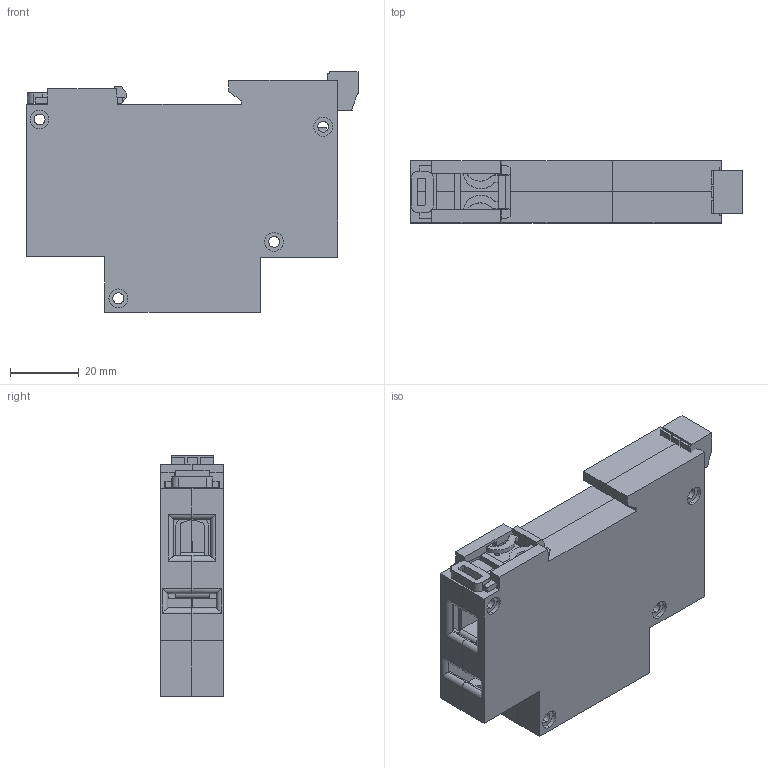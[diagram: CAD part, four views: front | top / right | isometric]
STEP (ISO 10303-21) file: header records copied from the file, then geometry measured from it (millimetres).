
FILE_DESCRIPTION (( 'STEP AP214' ), '1' );
FILE_NAME ('1102-014-8_3D_US.STEP', '2019-02-12T22:45:36', ( '' ), ( '' ), 'SwSTEP 2.0', 'SolidWorks 2018', '' );
FILE_SCHEMA (( 'AUTOMOTIVE_DESIGN' ));
Length unit declared in the file: inch
Products named in the file (16): 3800-194 REV 01; 2002-145 REV  02; LeftLug; 3800-197 REV 01; 3800-195 REV 01_compr; 2500-230 REV 01_Cut; DD36784-017; 3800-196 REV 01; 3750-146 REV 01; 2002-144 REV 02; RightLug; thermal; 120VClip; thermalclip; 1102-014-8_3D_US; 1102-014-38_connector
Assembly tree (16 placements, depth 2):
  1102-014-8_3D_US
    2002-144 REV 02
    thermalclip
    120VClip
    LeftLug
    thermal
    RightLug
    2500-230 REV 01_Cut
    2002-145 REV  02
    3800-194 REV 01  x2
    3800-196 REV 01
    3800-195 REV 01_compr
    3750-146 REV 01
    3800-197 REV 01
    DD36784-017
    1102-014-38_connector
Bounding box: 96.34 x 18.03 x 69.82 mm (x, y, z)
Volume: 40800.9 mm3; surface area: 47927.1 mm2
Topology: 25 solids, 25 shells, 939 faces, 2459 edges, 1612 vertices
Faces by surface type: plane 701, cylinder 191, cone 23, torus 16, bspline 8
Entity records: 36802 total; most frequent: CARTESIAN_POINT 11807, ORIENTED_EDGE 4882, DIRECTION 4603, EDGE_CURVE 2441, LINE 1939, VECTOR 1939, VERTEX_POINT 1600, AXIS2_PLACEMENT_3D 1332
